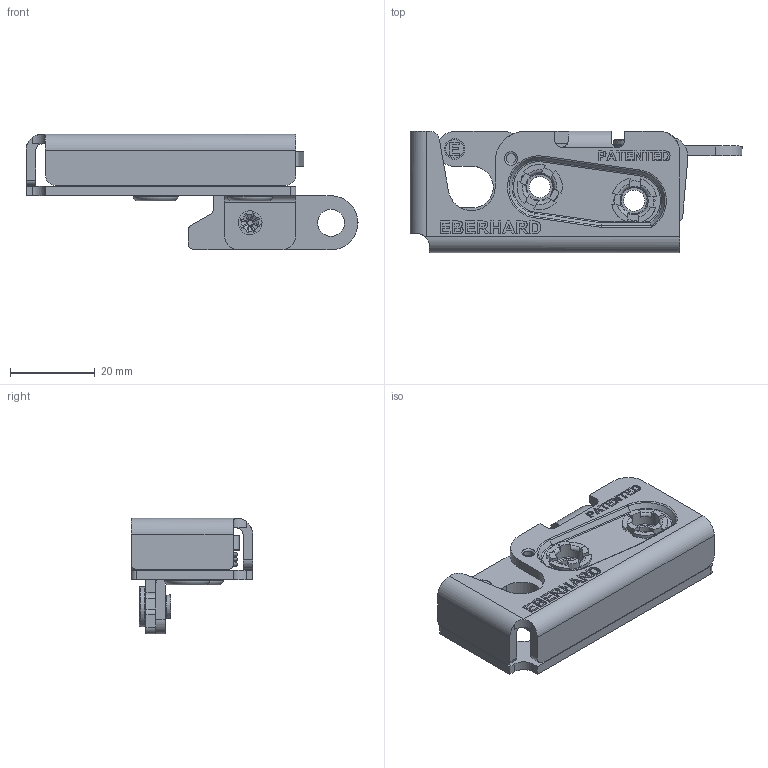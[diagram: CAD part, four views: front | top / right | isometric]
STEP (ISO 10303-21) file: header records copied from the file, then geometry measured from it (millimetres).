
FILE_DESCRIPTION((''),'2;1');
FILE_NAME('1-240 R_Shrinkwrap_1.stp','2012-06-29T11:19:51',('abart'),(''),'Autodesk Inventor 2012','Autodesk Inventor 2012','');
FILE_SCHEMA(('AUTOMOTIVE_DESIGN { 1 0 10303 214 1 1 1 1 }'));
Length unit declared in the file: inch
Products named in the file (1): 1-240 R_Shrinkwrap_1
Bounding box: 78.17 x 28.58 x 27.18 mm (x, y, z)
Volume: 14564.6 mm3; surface area: 15683.2 mm2
Topology: 2 solids, 3 shells, 663 faces, 1772 edges, 1164 vertices
Faces by surface type: plane 414, cylinder 134, bspline 74, torus 32, cone 9
Full cylindrical faces by diameter (mm): 1.016 x4, 2.337 x1, 3.175 x1, 4.318 x2, 4.826 x3, 4.978 x2, 5.207 x1, 6.096 x1, 6.35 x1, 6.528 x1, 6.629 x4, 8.42 x4, 9.525 x1, 11.113 x2, 11.367 x2, 12.7 x2
Entity records: 22736 total; most frequent: CARTESIAN_POINT 5981, ORIENTED_EDGE 3414, DIRECTION 3046, EDGE_CURVE 1707, VECTOR 1162, LINE 1162, VERTEX_POINT 1152, AXIS2_PLACEMENT_3D 942
